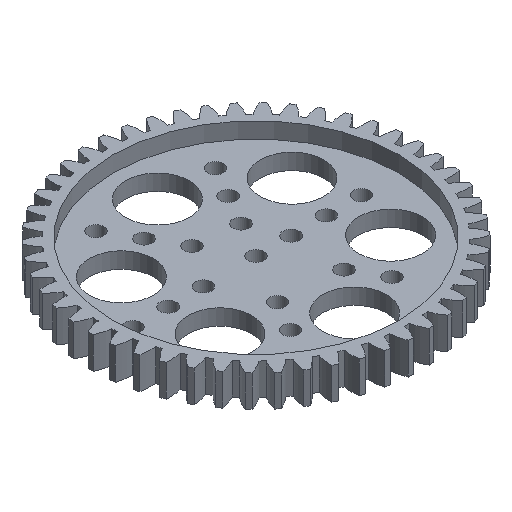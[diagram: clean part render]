
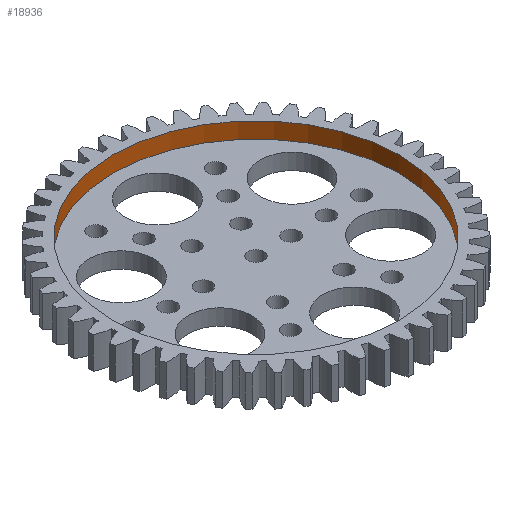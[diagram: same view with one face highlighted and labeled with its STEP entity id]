
A CAD part, isometric view. The second image highlights one B-rep face of the part: STEP entity #18936.
In plain terms, the highlighted cylindrical face has radius 22.5 mm (diameter 45 mm), a full revolution.
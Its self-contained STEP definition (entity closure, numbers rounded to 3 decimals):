
#110 = PLANE('',#111);
#111 = AXIS2_PLACEMENT_3D('',#112,#113,#114);
#112 = CARTESIAN_POINT('',(0.,0.,5.));
#113 = DIRECTION('',(0.,-0.,-1.));
#114 = DIRECTION('',(-1.,0.,0.));
#12620 = EDGE_CURVE('',#12621,#12621,#12623,.T.);
#12621 = VERTEX_POINT('',#12622);
#12622 = CARTESIAN_POINT('',(22.5,0.,5.));
#12623 = SURFACE_CURVE('',#12624,(#12629,#12640),.PCURVE_S1.);
#12624 = CIRCLE('',#12625,22.5);
#12625 = AXIS2_PLACEMENT_3D('',#12626,#12627,#12628);
#12626 = CARTESIAN_POINT('',(0.,0.,5.));
#12627 = DIRECTION('',(0.,0.,1.));
#12628 = DIRECTION('',(1.,0.,-0.));
#12629 = PCURVE('',#110,#12630);
#12630 = DEFINITIONAL_REPRESENTATION('',(#12631),#12639);
#12631 = ( BOUNDED_CURVE() B_SPLINE_CURVE(2,(#12632,#12633,#12634,#12635
    ,#12636,#12637,#12638),.UNSPECIFIED.,.T.,.F.) 
B_SPLINE_CURVE_WITH_KNOTS((1,2,2,2,2,1),(-2.094,0.,
    2.094,4.189,6.283,8.378),
.UNSPECIFIED.) CURVE() GEOMETRIC_REPRESENTATION_ITEM() 
RATIONAL_B_SPLINE_CURVE((1.,0.5,1.,0.5,1.,0.5,1.)) REPRESENTATION_ITEM(
  '') );
#12632 = CARTESIAN_POINT('',(-22.5,0.));
#12633 = CARTESIAN_POINT('',(-22.5,38.971));
#12634 = CARTESIAN_POINT('',(11.25,19.486));
#12635 = CARTESIAN_POINT('',(45.,0.));
#12636 = CARTESIAN_POINT('',(11.25,-19.486));
#12637 = CARTESIAN_POINT('',(-22.5,-38.971));
#12638 = CARTESIAN_POINT('',(-22.5,0.));
#12639 = ( GEOMETRIC_REPRESENTATION_CONTEXT(2) 
PARAMETRIC_REPRESENTATION_CONTEXT() REPRESENTATION_CONTEXT('2D SPACE',''
  ) );
#12640 = PCURVE('',#12641,#12646);
#12641 = CYLINDRICAL_SURFACE('',#12642,22.5);
#12642 = AXIS2_PLACEMENT_3D('',#12643,#12644,#12645);
#12643 = CARTESIAN_POINT('',(0.,0.,2.5));
#12644 = DIRECTION('',(0.,0.,1.));
#12645 = DIRECTION('',(1.,0.,0.));
#12646 = DEFINITIONAL_REPRESENTATION('',(#12647),#12651);
#12647 = LINE('',#12648,#12649);
#12648 = CARTESIAN_POINT('',(0.,2.5));
#12649 = VECTOR('',#12650,1.);
#12650 = DIRECTION('',(1.,0.));
#12651 = ( GEOMETRIC_REPRESENTATION_CONTEXT(2) 
PARAMETRIC_REPRESENTATION_CONTEXT() REPRESENTATION_CONTEXT('2D SPACE',''
  ) );
#17802 = PLANE('',#17803);
#17803 = AXIS2_PLACEMENT_3D('',#17804,#17805,#17806);
#17804 = CARTESIAN_POINT('',(0.,0.,2.5));
#17805 = DIRECTION('',(0.,0.,1.));
#17806 = DIRECTION('',(1.,0.,0.));
#18936 = ADVANCED_FACE('',(#18937),#12641,.F.);
#18937 = FACE_BOUND('',#18938,.F.);
#18938 = EDGE_LOOP('',(#18939,#18940,#18963,#18985));
#18939 = ORIENTED_EDGE('',*,*,#12620,.F.);
#18940 = ORIENTED_EDGE('',*,*,#18941,.F.);
#18941 = EDGE_CURVE('',#18942,#12621,#18944,.T.);
#18942 = VERTEX_POINT('',#18943);
#18943 = CARTESIAN_POINT('',(22.5,0.,2.5));
#18944 = SEAM_CURVE('',#18945,(#18949,#18956),.PCURVE_S1.);
#18945 = LINE('',#18946,#18947);
#18946 = CARTESIAN_POINT('',(22.5,0.,2.5));
#18947 = VECTOR('',#18948,1.);
#18948 = DIRECTION('',(0.,0.,1.));
#18949 = PCURVE('',#12641,#18950);
#18950 = DEFINITIONAL_REPRESENTATION('',(#18951),#18955);
#18951 = LINE('',#18952,#18953);
#18952 = CARTESIAN_POINT('',(6.283,-0.));
#18953 = VECTOR('',#18954,1.);
#18954 = DIRECTION('',(0.,1.));
#18955 = ( GEOMETRIC_REPRESENTATION_CONTEXT(2) 
PARAMETRIC_REPRESENTATION_CONTEXT() REPRESENTATION_CONTEXT('2D SPACE',''
  ) );
#18956 = PCURVE('',#12641,#18957);
#18957 = DEFINITIONAL_REPRESENTATION('',(#18958),#18962);
#18958 = LINE('',#18959,#18960);
#18959 = CARTESIAN_POINT('',(0.,-0.));
#18960 = VECTOR('',#18961,1.);
#18961 = DIRECTION('',(0.,1.));
#18962 = ( GEOMETRIC_REPRESENTATION_CONTEXT(2) 
PARAMETRIC_REPRESENTATION_CONTEXT() REPRESENTATION_CONTEXT('2D SPACE',''
  ) );
#18963 = ORIENTED_EDGE('',*,*,#18964,.T.);
#18964 = EDGE_CURVE('',#18942,#18942,#18965,.T.);
#18965 = SURFACE_CURVE('',#18966,(#18971,#18978),.PCURVE_S1.);
#18966 = CIRCLE('',#18967,22.5);
#18967 = AXIS2_PLACEMENT_3D('',#18968,#18969,#18970);
#18968 = CARTESIAN_POINT('',(0.,0.,2.5));
#18969 = DIRECTION('',(0.,0.,1.));
#18970 = DIRECTION('',(1.,0.,0.));
#18971 = PCURVE('',#12641,#18972);
#18972 = DEFINITIONAL_REPRESENTATION('',(#18973),#18977);
#18973 = LINE('',#18974,#18975);
#18974 = CARTESIAN_POINT('',(0.,0.));
#18975 = VECTOR('',#18976,1.);
#18976 = DIRECTION('',(1.,0.));
#18977 = ( GEOMETRIC_REPRESENTATION_CONTEXT(2) 
PARAMETRIC_REPRESENTATION_CONTEXT() REPRESENTATION_CONTEXT('2D SPACE',''
  ) );
#18978 = PCURVE('',#17802,#18979);
#18979 = DEFINITIONAL_REPRESENTATION('',(#18980),#18984);
#18980 = CIRCLE('',#18981,22.5);
#18981 = AXIS2_PLACEMENT_2D('',#18982,#18983);
#18982 = CARTESIAN_POINT('',(0.,0.));
#18983 = DIRECTION('',(1.,0.));
#18984 = ( GEOMETRIC_REPRESENTATION_CONTEXT(2) 
PARAMETRIC_REPRESENTATION_CONTEXT() REPRESENTATION_CONTEXT('2D SPACE',''
  ) );
#18985 = ORIENTED_EDGE('',*,*,#18941,.T.);
